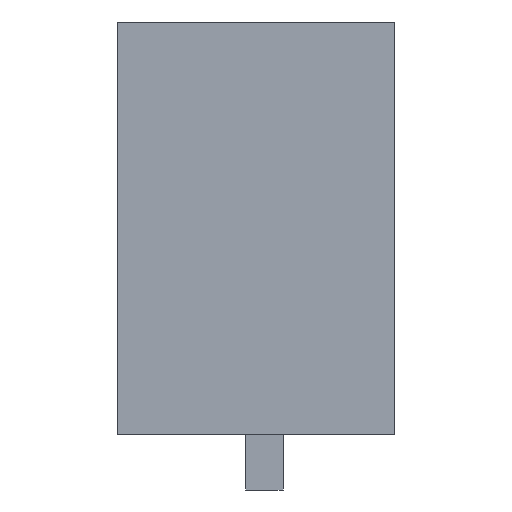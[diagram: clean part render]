
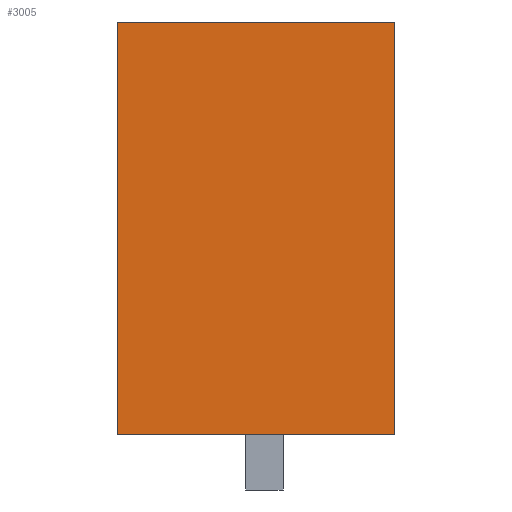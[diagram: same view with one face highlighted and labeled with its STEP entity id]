
A CAD part, left-side view. The second image highlights one B-rep face of the part: STEP entity #3005.
In plain terms, the highlighted planar face has unit normal (-1, 0, 0).
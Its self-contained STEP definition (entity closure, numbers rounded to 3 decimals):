
#2985=AXIS2_PLACEMENT_3D('Plane Axis2P3D',#2982,#2983,#2984) ;
#275=CARTESIAN_POINT('Vertex',(0.,7.45,1.5)) ;
#278=CARTESIAN_POINT('Line Origine',(0.,7.45,7.025)) ;
#282=CARTESIAN_POINT('Vertex',(0.,7.45,12.55)) ;
#2966=CARTESIAN_POINT('Vertex',(0.,0.,1.5)) ;
#2969=CARTESIAN_POINT('Line Origine',(0.,3.725,1.5)) ;
#2982=CARTESIAN_POINT('Axis2P3D Location',(0.,7.45,0.1)) ;
#2987=CARTESIAN_POINT('Line Origine',(0.,0.,7.025)) ;
#2991=CARTESIAN_POINT('Vertex',(0.,0.,12.55)) ;
#2994=CARTESIAN_POINT('Line Origine',(0.,3.725,12.55)) ;
#279=DIRECTION('Vector Direction',(0.,0.,-1.)) ;
#2970=DIRECTION('Vector Direction',(0.,-1.,0.)) ;
#2983=DIRECTION('Axis2P3D Direction',(1.,0.,-0.)) ;
#2984=DIRECTION('Axis2P3D XDirection',(0.,0.,1.)) ;
#2988=DIRECTION('Vector Direction',(0.,0.,1.)) ;
#2995=DIRECTION('Vector Direction',(0.,1.,0.)) ;
#280=VECTOR('Line Direction',#279,1.) ;
#2971=VECTOR('Line Direction',#2970,1.) ;
#2989=VECTOR('Line Direction',#2988,1.) ;
#2996=VECTOR('Line Direction',#2995,1.) ;
#3000=ORIENTED_EDGE('',*,*,#2973,.F.) ;
#3001=ORIENTED_EDGE('',*,*,#2993,.F.) ;
#3002=ORIENTED_EDGE('',*,*,#2998,.F.) ;
#3003=ORIENTED_EDGE('',*,*,#284,.F.) ;
#3005=ADVANCED_FACE('HOUSING',(#3004),#2986,.F.) ;
#284=EDGE_CURVE('',#276,#283,#281,.F.) ;
#2973=EDGE_CURVE('',#2967,#276,#2972,.F.) ;
#2993=EDGE_CURVE('',#2992,#2967,#2990,.F.) ;
#2998=EDGE_CURVE('',#283,#2992,#2997,.F.) ;
#2999=EDGE_LOOP('',(#3000,#3001,#3002,#3003)) ;
#3004=FACE_OUTER_BOUND('',#2999,.T.) ;
#281=LINE('Line',#278,#280) ;
#2972=LINE('Line',#2969,#2971) ;
#2990=LINE('Line',#2987,#2989) ;
#2997=LINE('Line',#2994,#2996) ;
#2986=PLANE('',#2985) ;
#276=VERTEX_POINT('',#275) ;
#283=VERTEX_POINT('',#282) ;
#2967=VERTEX_POINT('',#2966) ;
#2992=VERTEX_POINT('',#2991) ;
